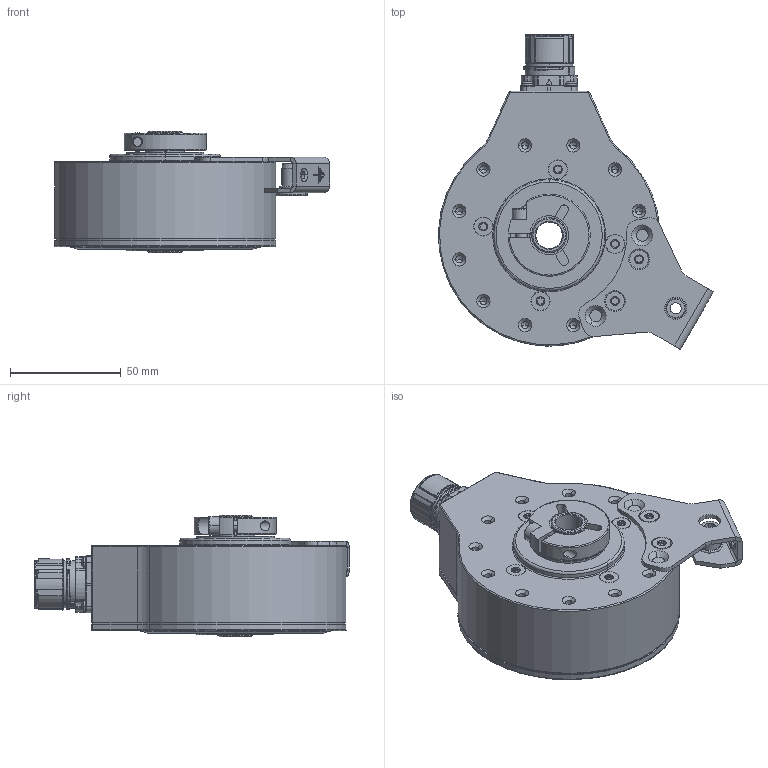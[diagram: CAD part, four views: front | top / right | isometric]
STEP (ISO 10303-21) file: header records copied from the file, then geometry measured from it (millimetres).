
FILE_DESCRIPTION((''),'2;1');
FILE_NAME('806569-01','2013-07-12T',('se2562'),(''),'PRO/ENGINEER BY PARAMETRIC TECHNOLOGY CORPORATION, 2011410','PRO/ENGINEER BY PARAMETRIC TECHNOLOGY CORPORATION, 2011410','');
FILE_SCHEMA(('CONFIG_CONTROL_DESIGN'));
Length unit declared in the file: millimetre
Products named in the file (1): 806569-01
Bounding box: 124.15 x 142.09 x 55 mm (x, y, z)
Volume: 208078.9 mm3; surface area: 82027.5 mm2
Topology: 7 solids, 9 shells, 1594 faces, 3872 edges, 2340 vertices
Faces by surface type: cylinder 713, plane 354, cone 256, torus 137, bspline 104, sphere 20, revolution 10
Entity records: 73830 total; most frequent: CARTESIAN_POINT 37290, DIRECTION 7676, ORIENTED_EDGE 7632, EDGE_CURVE 3816, AXIS2_PLACEMENT_3D 3170, VERTEX_POINT 2339, EDGE_LOOP 1749, CIRCLE 1690
